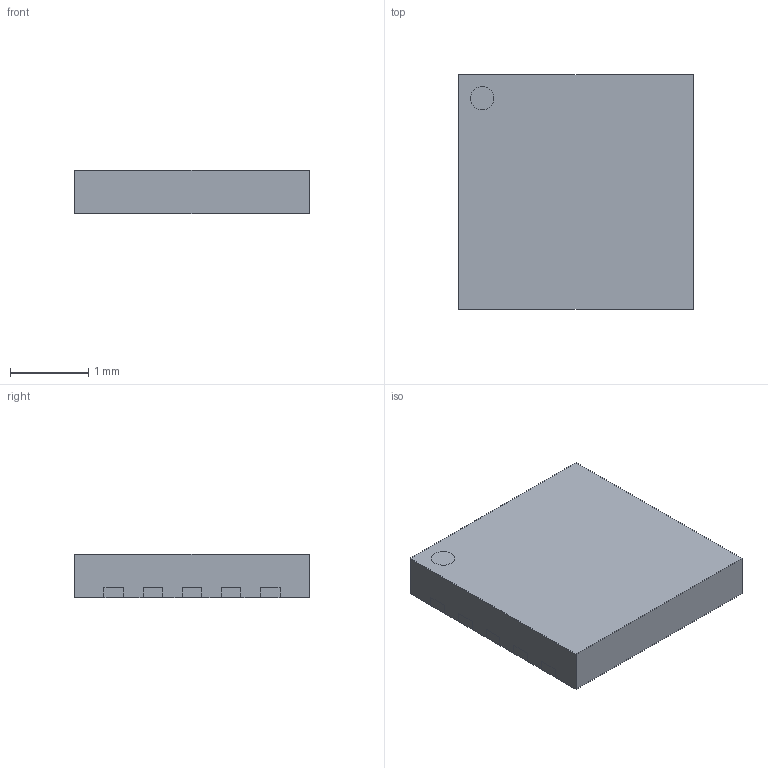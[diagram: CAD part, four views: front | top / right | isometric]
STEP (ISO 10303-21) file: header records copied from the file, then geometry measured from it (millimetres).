
FILE_DESCRIPTION(/* description */ ('model of Microchip_USON-10-1EP_3x3mm_P0.5mm_EP1.8x2.5mm'),/* implementation_level */ '2;1');
FILE_NAME(/* name */ 'Microchip_USON-10-1EP_3x3mm_P0.5mm_EP1.8x2.5mm.step',/* time_stamp */ '1970-01-01T00:00:00',/* author */ ('KiCAD','kicad'),/* organization */ ('OCCT'),/* preprocessor_version */ '',/* originating_system */ 'KiCAD',/* authorisation */ '');
FILE_SCHEMA(('AUTOMOTIVE_DESIGN { 1 0 10303 214 1 1 1 1 }'));
Length unit declared in the file: millimetre
Products named in the file (1): Microchip_USON-10-1EP_3x3mm_P0.5mm_EP1.8x2.5mm
Bounding box: 3 x 3 x 0.55 mm (x, y, z)
Volume: 4.9 mm3; surface area: 24.6 mm2
Topology: 1 solids, 1 shells, 28 faces, 97 edges, 73 vertices
Faces by surface type: plane 28
Entity records: 772 total; most frequent: ORIENTED_EDGE 168, EDGE_CURVE 97, CARTESIAN_POINT 95, LINE 76, VERTEX_POINT 73, AXIS2_PLACEMENT_3D 40, FACE_BOUND 30, EDGE_LOOP 30
